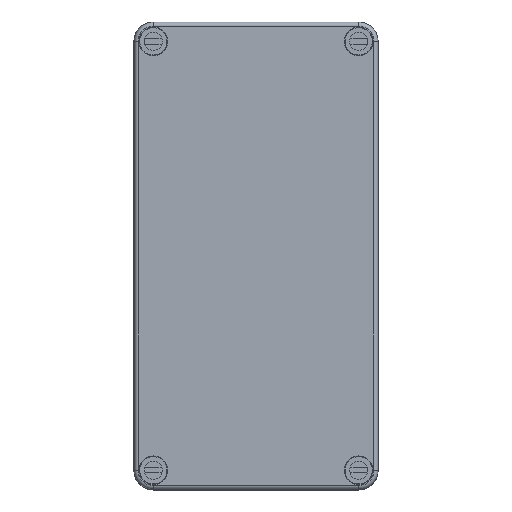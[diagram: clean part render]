
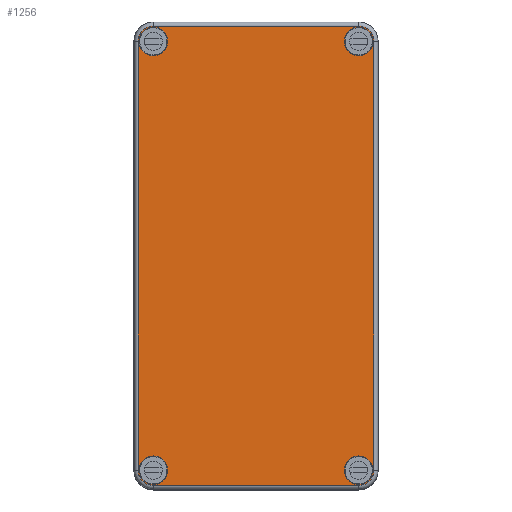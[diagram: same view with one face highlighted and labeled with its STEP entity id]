
A CAD part, top view. The second image highlights one B-rep face of the part: STEP entity #1256.
In plain terms, the highlighted planar face has unit normal (0, 0, 1).
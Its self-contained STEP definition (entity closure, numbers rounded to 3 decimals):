
#1256 = ADVANCED_FACE( '', ( #2970, #2971, #2972, #2973, #2974 ), #2975, .T. );
#2970 = FACE_OUTER_BOUND( '', #5230, .T. );
#2971 = FACE_BOUND( '', #5231, .T. );
#2972 = FACE_BOUND( '', #5232, .T. );
#2973 = FACE_BOUND( '', #5233, .T. );
#2974 = FACE_BOUND( '', #5234, .T. );
#2975 = PLANE( '', #5235 );
#5230 = EDGE_LOOP( '', ( #8683, #8684, #8685, #8686, #8687, #8688, #8689, #8690 ) );
#5231 = EDGE_LOOP( '', ( #8691 ) );
#5232 = EDGE_LOOP( '', ( #8692 ) );
#5233 = EDGE_LOOP( '', ( #8693 ) );
#5234 = EDGE_LOOP( '', ( #8694 ) );
#5235 = AXIS2_PLACEMENT_3D( '', #8695, #8696, #8697 );
#8683 = ORIENTED_EDGE( '', *, *, #13376, .F. );
#8684 = ORIENTED_EDGE( '', *, *, #13377, .F. );
#8685 = ORIENTED_EDGE( '', *, *, #13378, .T. );
#8686 = ORIENTED_EDGE( '', *, *, #13348, .F. );
#8687 = ORIENTED_EDGE( '', *, *, #13379, .T. );
#8688 = ORIENTED_EDGE( '', *, *, #13380, .T. );
#8689 = ORIENTED_EDGE( '', *, *, #13381, .F. );
#8690 = ORIENTED_EDGE( '', *, *, #13382, .T. );
#8691 = ORIENTED_EDGE( '', *, *, #12708, .F. );
#8692 = ORIENTED_EDGE( '', *, *, #13292, .F. );
#8693 = ORIENTED_EDGE( '', *, *, #13383, .F. );
#8694 = ORIENTED_EDGE( '', *, *, #13384, .F. );
#8695 = CARTESIAN_POINT( '', ( 0., 0., 15. ) );
#8696 = DIRECTION( '', ( 0., 0., 1. ) );
#8697 = DIRECTION( '', ( 1., 0., 0. ) );
#12708 = EDGE_CURVE( '', #15161, #15161, #15162, .T. );
#13292 = EDGE_CURVE( '', #16123, #16123, #16124, .T. );
#13348 = EDGE_CURVE( '', #16204, #16205, #16206, .T. );
#13376 = EDGE_CURVE( '', #16247, #16248, #16249, .T. );
#13377 = EDGE_CURVE( '', #16250, #16247, #16251, .T. );
#13378 = EDGE_CURVE( '', #16250, #16205, #16252, .T. );
#13379 = EDGE_CURVE( '', #16204, #16253, #16254, .T. );
#13380 = EDGE_CURVE( '', #16253, #16255, #16256, .T. );
#13381 = EDGE_CURVE( '', #16257, #16255, #16258, .T. );
#13382 = EDGE_CURVE( '', #16257, #16248, #16259, .T. );
#13383 = EDGE_CURVE( '', #16260, #16260, #16261, .T. );
#13384 = EDGE_CURVE( '', #16262, #16262, #16263, .T. );
#15161 = VERTEX_POINT( '', #18542 );
#15162 = CIRCLE( '', #18543, 5.5 );
#16123 = VERTEX_POINT( '', #19793 );
#16124 = CIRCLE( '', #19794, 5.5 );
#16204 = VERTEX_POINT( '', #19901 );
#16205 = VERTEX_POINT( '', #19902 );
#16206 = LINE( '', #19903, #19904 );
#16247 = VERTEX_POINT( '', #19958 );
#16248 = VERTEX_POINT( '', #19959 );
#16249 = CIRCLE( '', #19960, 5.882 );
#16250 = VERTEX_POINT( '', #19961 );
#16251 = LINE( '', #19962, #19963 );
#16252 = CIRCLE( '', #19964, 5.882 );
#16253 = VERTEX_POINT( '', #19965 );
#16254 = CIRCLE( '', #19966, 5.882 );
#16255 = VERTEX_POINT( '', #19967 );
#16256 = LINE( '', #19968, #19969 );
#16257 = VERTEX_POINT( '', #19970 );
#16258 = CIRCLE( '', #19971, 5.882 );
#16259 = LINE( '', #19972, #19973 );
#16260 = VERTEX_POINT( '', #19974 );
#16261 = CIRCLE( '', #19975, 5.5 );
#16262 = VERTEX_POINT( '', #19976 );
#16263 = CIRCLE( '', #19977, 5.5 );
#18542 = CARTESIAN_POINT( '', ( -34., -82.5, 15. ) );
#18543 = AXIS2_PLACEMENT_3D( '', #22265, #22266, #22267 );
#19793 = CARTESIAN_POINT( '', ( 45., -82.5, 15. ) );
#19794 = AXIS2_PLACEMENT_3D( '', #23182, #23183, #23184 );
#19901 = CARTESIAN_POINT( '', ( 45.382, 82.5, 15. ) );
#19902 = CARTESIAN_POINT( '', ( 45.382, -82.5, 15. ) );
#19903 = CARTESIAN_POINT( '', ( 45.382, 100., 15. ) );
#19904 = VECTOR( '', #23254, 1000. );
#19958 = CARTESIAN_POINT( '', ( -39.5, -88.382, 15. ) );
#19959 = CARTESIAN_POINT( '', ( -45.382, -82.5, 15. ) );
#19960 = AXIS2_PLACEMENT_3D( '', #23289, #23290, #23291 );
#19961 = CARTESIAN_POINT( '', ( 39.5, -88.382, 15. ) );
#19962 = CARTESIAN_POINT( '', ( 50., -88.382, 15. ) );
#19963 = VECTOR( '', #23292, 1000. );
#19964 = AXIS2_PLACEMENT_3D( '', #23293, #23294, #23295 );
#19965 = CARTESIAN_POINT( '', ( 39.5, 88.382, 15. ) );
#19966 = AXIS2_PLACEMENT_3D( '', #23296, #23297, #23298 );
#19967 = CARTESIAN_POINT( '', ( -39.5, 88.382, 15. ) );
#19968 = CARTESIAN_POINT( '', ( 50., 88.382, 15. ) );
#19969 = VECTOR( '', #23299, 1000. );
#19970 = CARTESIAN_POINT( '', ( -45.382, 82.5, 15. ) );
#19971 = AXIS2_PLACEMENT_3D( '', #23300, #23301, #23302 );
#19972 = CARTESIAN_POINT( '', ( -45.382, 100., 15. ) );
#19973 = VECTOR( '', #23303, 1000. );
#19974 = CARTESIAN_POINT( '', ( -34., 82.5, 15. ) );
#19975 = AXIS2_PLACEMENT_3D( '', #23304, #23305, #23306 );
#19976 = CARTESIAN_POINT( '', ( 45., 82.5, 15. ) );
#19977 = AXIS2_PLACEMENT_3D( '', #23307, #23308, #23309 );
#22265 = CARTESIAN_POINT( '', ( -39.5, -82.5, 15. ) );
#22266 = DIRECTION( '', ( 0., 0., 1. ) );
#22267 = DIRECTION( '', ( 1., 0., 0. ) );
#23182 = CARTESIAN_POINT( '', ( 39.5, -82.5, 15. ) );
#23183 = DIRECTION( '', ( 0., 0., 1. ) );
#23184 = DIRECTION( '', ( 1., 0., 0. ) );
#23254 = DIRECTION( '', ( 0., -1., 0. ) );
#23289 = CARTESIAN_POINT( '', ( -39.5, -82.5, 15. ) );
#23290 = DIRECTION( '', ( 0., 0., -1. ) );
#23291 = DIRECTION( '', ( -1., 0., 0. ) );
#23292 = DIRECTION( '', ( -1., 0., 0. ) );
#23293 = CARTESIAN_POINT( '', ( 39.5, -82.5, 15. ) );
#23294 = DIRECTION( '', ( 0., 0., 1. ) );
#23295 = DIRECTION( '', ( 1., 0., 0. ) );
#23296 = CARTESIAN_POINT( '', ( 39.5, 82.5, 15. ) );
#23297 = DIRECTION( '', ( 0., 0., 1. ) );
#23298 = DIRECTION( '', ( 1., 0., 0. ) );
#23299 = DIRECTION( '', ( -1., 0., 0. ) );
#23300 = CARTESIAN_POINT( '', ( -39.5, 82.5, 15. ) );
#23301 = DIRECTION( '', ( 0., 0., -1. ) );
#23302 = DIRECTION( '', ( -1., 0., 0. ) );
#23303 = DIRECTION( '', ( 0., -1., 0. ) );
#23304 = CARTESIAN_POINT( '', ( -39.5, 82.5, 15. ) );
#23305 = DIRECTION( '', ( 0., 0., 1. ) );
#23306 = DIRECTION( '', ( 1., 0., 0. ) );
#23307 = CARTESIAN_POINT( '', ( 39.5, 82.5, 15. ) );
#23308 = DIRECTION( '', ( 0., 0., 1. ) );
#23309 = DIRECTION( '', ( 1., 0., 0. ) );
